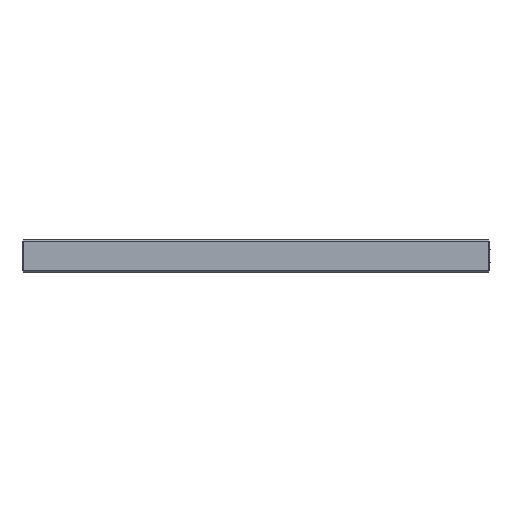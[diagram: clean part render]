
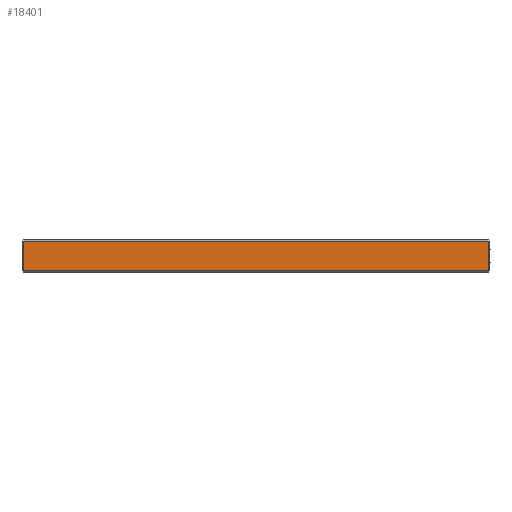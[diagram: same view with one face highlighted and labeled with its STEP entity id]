
A CAD part, front view. The second image highlights one B-rep face of the part: STEP entity #18401.
In plain terms, the highlighted planar face has unit normal (0, -1, 0).
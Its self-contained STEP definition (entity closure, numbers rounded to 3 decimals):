
#18401=ADVANCED_FACE('',(#25230),#22519,.T.);
#22519=PLANE('',#92731);
#25230=FACE_OUTER_BOUND('',#29382,.T.);
#29382=EDGE_LOOP('',(#43821,#43822,#43823,#43824));
#43821=ORIENTED_EDGE('',*,*,#69711,.T.);
#43822=ORIENTED_EDGE('',*,*,#69712,.T.);
#43823=ORIENTED_EDGE('',*,*,#69713,.T.);
#43824=ORIENTED_EDGE('',*,*,#69714,.T.);
#59935=VERTEX_POINT('',#135378);
#59936=VERTEX_POINT('',#135379);
#59937=VERTEX_POINT('',#135381);
#59938=VERTEX_POINT('',#135383);
#69711=EDGE_CURVE('',#59935,#59936,#80656,.T.);
#69712=EDGE_CURVE('',#59936,#59937,#80657,.T.);
#69713=EDGE_CURVE('',#59937,#59938,#80658,.T.);
#69714=EDGE_CURVE('',#59938,#59935,#80659,.T.);
#80656=LINE('',#135377,#88204);
#80657=LINE('',#135380,#88205);
#80658=LINE('',#135382,#88206);
#80659=LINE('',#135384,#88207);
#88204=VECTOR('',#106639,1.);
#88205=VECTOR('',#106640,1.);
#88206=VECTOR('',#106641,1.);
#88207=VECTOR('',#106642,1.);
#92731=AXIS2_PLACEMENT_3D('',#135385,#106643,#106644);
#106639=DIRECTION('',(0.,0.,1.));
#106640=DIRECTION('',(-1.,0.,0.));
#106641=DIRECTION('',(0.,0.,-1.));
#106642=DIRECTION('',(1.,0.,0.));
#106643=DIRECTION('',(0.,-1.,0.));
#106644=DIRECTION('',(0.,0.,-1.));
#135377=CARTESIAN_POINT('',(159.5,7.4,8.));
#135378=CARTESIAN_POINT('',(159.5,7.4,-2.5));
#135379=CARTESIAN_POINT('',(159.5,7.4,7.5));
#135380=CARTESIAN_POINT('',(80.,7.4,7.5));
#135381=CARTESIAN_POINT('',(0.5,7.4,7.5));
#135382=CARTESIAN_POINT('',(0.5,7.4,8.));
#135383=CARTESIAN_POINT('',(0.5,7.4,-2.5));
#135384=CARTESIAN_POINT('',(80.,7.4,-2.5));
#135385=CARTESIAN_POINT('',(80.,7.4,8.));
